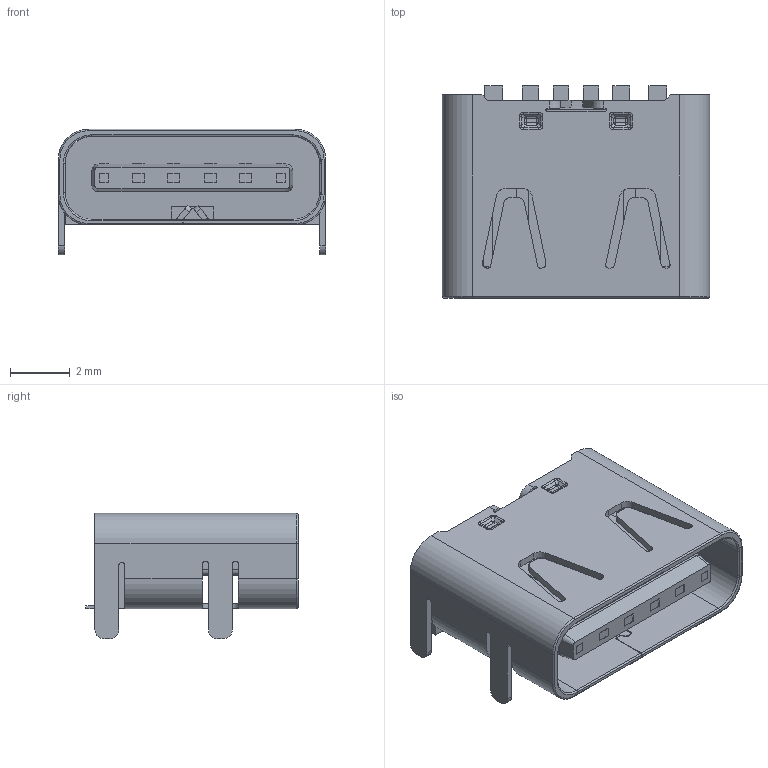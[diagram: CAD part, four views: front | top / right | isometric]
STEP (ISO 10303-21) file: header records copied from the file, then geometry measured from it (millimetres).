
FILE_DESCRIPTION(('STEP AP242'), '1');
FILE_NAME('USB_TYPE_C', '', ('UNSPECIFIED'), ('UNSPECIFIED'), 'C3D Converter', 'C3D Toolkit', '');
FILE_SCHEMA(('AP242_MANAGED_MODEL_BASED_3D_ENGINEERING_MIM_LF { 1 0 10303 442 1 1 4 }'));
Length unit declared in the file: millimetre
Bounding box: 8.94 x 7.1 x 4.2 mm (x, y, z)
Volume: 88.8 mm3; surface area: 498.3 mm2
Topology: 5 solids, 5 shells, 519 faces, 1374 edges, 875 vertices
Faces by surface type: plane 302, cylinder 159, bspline 30, cone 20, torus 8
Entity records: 22064 total; most frequent: CARTESIAN_POINT 5002, ORIENTED_EDGE 2697, DIRECTION 2628, EDGE_CURVE 1349, LINE 982, VECTOR 982, VERTEX_POINT 855, AXIS2_PLACEMENT_3D 823
